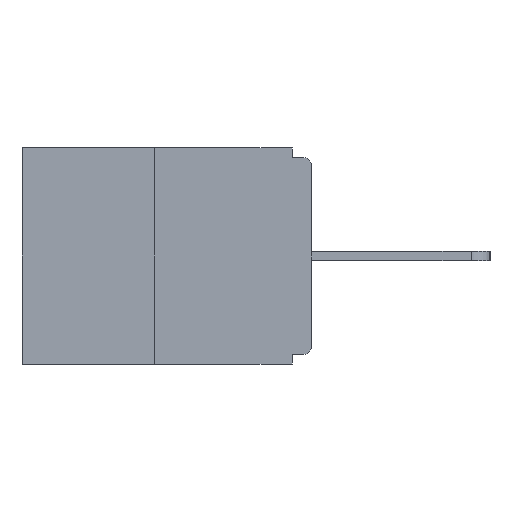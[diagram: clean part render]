
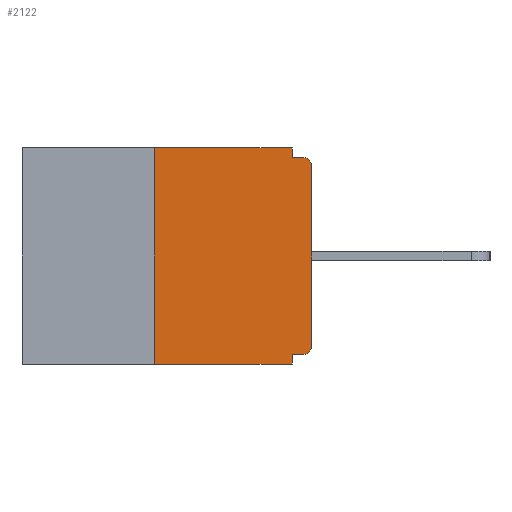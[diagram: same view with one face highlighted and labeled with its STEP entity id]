
A CAD part, left-side view. The second image highlights one B-rep face of the part: STEP entity #2122.
In plain terms, the highlighted planar face has unit normal (-1, 0, 0).
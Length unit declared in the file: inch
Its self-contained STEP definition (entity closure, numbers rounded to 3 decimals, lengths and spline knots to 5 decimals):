
#93 = ORIENTED_EDGE ( 'NONE', *, *, #6864, .T. ) ;
#113 = EDGE_CURVE ( 'NONE', #1466, #8035, #3606, .T. ) ;
#168 = VECTOR ( 'NONE', #11042, 39.37008 ) ;
#589 = VECTOR ( 'NONE', #6736, 39.37008 ) ;
#624 = LINE ( 'NONE', #1359, #7741 ) ;
#662 = LINE ( 'NONE', #6029, #6283 ) ;
#663 = CARTESIAN_POINT ( 'NONE',  ( 0., 0., -0.015 ) ) ;
#838 = LINE ( 'NONE', #8996, #11014 ) ;
#1032 = EDGE_CURVE ( 'NONE', #8035, #2588, #8999, .T. ) ;
#1359 = CARTESIAN_POINT ( 'NONE',  ( 0., 0.46, 0. ) ) ;
#1466 = VERTEX_POINT ( 'NONE', #4710 ) ;
#1549 = ORIENTED_EDGE ( 'NONE', *, *, #5718, .F. ) ;
#1584 = DIRECTION ( 'NONE',  ( 1., 0., 0. ) ) ;
#1698 = EDGE_CURVE ( 'NONE', #5339, #4880, #4454, .T. ) ;
#1766 = CARTESIAN_POINT ( 'NONE',  ( 0., 0.25, 0. ) ) ;
#1828 = CARTESIAN_POINT ( 'NONE',  ( 0., 0.031, -0.343 ) ) ;
#1885 = ORIENTED_EDGE ( 'NONE', *, *, #6607, .T. ) ;
#2122 = ADVANCED_FACE ( 'NONE', ( #10895 ), #10142, .F. ) ;
#2219 = ORIENTED_EDGE ( 'NONE', *, *, #2674, .T. ) ;
#2265 = VECTOR ( 'NONE', #5082, 39.37008 ) ;
#2303 = DIRECTION ( 'NONE',  ( 0., -1., 0. ) ) ;
#2354 = ORIENTED_EDGE ( 'NONE', *, *, #10631, .F. ) ;
#2588 = VERTEX_POINT ( 'NONE', #3388 ) ;
#2597 = CIRCLE ( 'NONE', #4745, 0.015 ) ;
#2631 = DIRECTION ( 'NONE',  ( 0., 0., -1. ) ) ;
#2674 = EDGE_CURVE ( 'NONE', #3370, #2588, #8205, .T. ) ;
#2996 = CARTESIAN_POINT ( 'NONE',  ( 0., 0.031, -0.015 ) ) ;
#3216 = ORIENTED_EDGE ( 'NONE', *, *, #113, .F. ) ;
#3225 = ORIENTED_EDGE ( 'NONE', *, *, #8504, .T. ) ;
#3370 = VERTEX_POINT ( 'NONE', #9571 ) ;
#3388 = CARTESIAN_POINT ( 'NONE',  ( 0., 0.015, -0.015 ) ) ;
#3427 = ORIENTED_EDGE ( 'NONE', *, *, #7673, .F. ) ;
#3449 = CARTESIAN_POINT ( 'NONE',  ( 0., 0.015, -0.03 ) ) ;
#3606 = LINE ( 'NONE', #7325, #168 ) ;
#4084 = ORIENTED_EDGE ( 'NONE', *, *, #1698, .F. ) ;
#4174 = ORIENTED_EDGE ( 'NONE', *, *, #1032, .F. ) ;
#4369 = DIRECTION ( 'NONE',  ( -1., 0., 0. ) ) ;
#4454 = LINE ( 'NONE', #1766, #8348 ) ;
#4513 = AXIS2_PLACEMENT_3D ( 'NONE', #3449, #4369, #8076 ) ;
#4548 = DIRECTION ( 'NONE',  ( 0., 0., -1. ) ) ;
#4710 = CARTESIAN_POINT ( 'NONE',  ( 0., 0.031, 0. ) ) ;
#4745 = AXIS2_PLACEMENT_3D ( 'NONE', #8236, #5204, #2631 ) ;
#4880 = VERTEX_POINT ( 'NONE', #10745 ) ;
#5082 = DIRECTION ( 'NONE',  ( 0., 1., 0. ) ) ;
#5166 = LINE ( 'NONE', #11630, #5596 ) ;
#5186 = CARTESIAN_POINT ( 'NONE',  ( 0., 0.015, -0.328 ) ) ;
#5204 = DIRECTION ( 'NONE',  ( -1., 0., 0. ) ) ;
#5339 = VERTEX_POINT ( 'NONE', #8214 ) ;
#5596 = VECTOR ( 'NONE', #9604, 39.37008 ) ;
#5718 = EDGE_CURVE ( 'NONE', #10341, #8445, #838, .T. ) ;
#6029 = CARTESIAN_POINT ( 'NONE',  ( 0., 0.46, -0.343 ) ) ;
#6283 = VECTOR ( 'NONE', #2303, 39.37008 ) ;
#6607 = EDGE_CURVE ( 'NONE', #9470, #8819, #2597, .T. ) ;
#6736 = DIRECTION ( 'NONE',  ( 0., -1., 0. ) ) ;
#6864 = EDGE_CURVE ( 'NONE', #5339, #8445, #662, .T. ) ;
#7325 = CARTESIAN_POINT ( 'NONE',  ( 0., 0.031, 0. ) ) ;
#7673 = EDGE_CURVE ( 'NONE', #9470, #10341, #8613, .T. ) ;
#7741 = VECTOR ( 'NONE', #10789, 39.37008 ) ;
#8035 = VERTEX_POINT ( 'NONE', #2996 ) ;
#8076 = DIRECTION ( 'NONE',  ( 0., 0., -1. ) ) ;
#8105 = DIRECTION ( 'NONE',  ( 0., 0., 1. ) ) ;
#8205 = CIRCLE ( 'NONE', #4513, 0.015 ) ;
#8214 = CARTESIAN_POINT ( 'NONE',  ( 0., 0.25, -0.343 ) ) ;
#8220 = AXIS2_PLACEMENT_3D ( 'NONE', #11010, #1584, #9116 ) ;
#8236 = CARTESIAN_POINT ( 'NONE',  ( 0., 0.015, -0.313 ) ) ;
#8257 = CARTESIAN_POINT ( 'NONE',  ( 0., 0.031, -0.328 ) ) ;
#8348 = VECTOR ( 'NONE', #8105, 39.37008 ) ;
#8445 = VERTEX_POINT ( 'NONE', #1828 ) ;
#8504 = EDGE_CURVE ( 'NONE', #8819, #3370, #5166, .T. ) ;
#8613 = LINE ( 'NONE', #11666, #2265 ) ;
#8819 = VERTEX_POINT ( 'NONE', #11239 ) ;
#8996 = CARTESIAN_POINT ( 'NONE',  ( 0., 0.031, -0.343 ) ) ;
#8999 = LINE ( 'NONE', #663, #589 ) ;
#9116 = DIRECTION ( 'NONE',  ( 0., 0., -1. ) ) ;
#9470 = VERTEX_POINT ( 'NONE', #5186 ) ;
#9524 = EDGE_LOOP ( 'NONE', ( #2354, #4084, #93, #1549, #3427, #1885, #3225, #2219, #4174, #3216 ) ) ;
#9571 = CARTESIAN_POINT ( 'NONE',  ( 0., 0., -0.03 ) ) ;
#9604 = DIRECTION ( 'NONE',  ( 0., 0., 1. ) ) ;
#10142 = PLANE ( 'NONE',  #8220 ) ;
#10341 = VERTEX_POINT ( 'NONE', #8257 ) ;
#10631 = EDGE_CURVE ( 'NONE', #4880, #1466, #624, .T. ) ;
#10745 = CARTESIAN_POINT ( 'NONE',  ( 0., 0.25, 0. ) ) ;
#10789 = DIRECTION ( 'NONE',  ( 0., -1., 0. ) ) ;
#10895 = FACE_OUTER_BOUND ( 'NONE', #9524, .T. ) ;
#11010 = CARTESIAN_POINT ( 'NONE',  ( 0., 0.46, 0. ) ) ;
#11014 = VECTOR ( 'NONE', #4548, 39.37008 ) ;
#11042 = DIRECTION ( 'NONE',  ( 0., 0., -1. ) ) ;
#11239 = CARTESIAN_POINT ( 'NONE',  ( 0., 0., -0.313 ) ) ;
#11630 = CARTESIAN_POINT ( 'NONE',  ( 0., 0., 0. ) ) ;
#11666 = CARTESIAN_POINT ( 'NONE',  ( 0., 0., -0.328 ) ) ;
